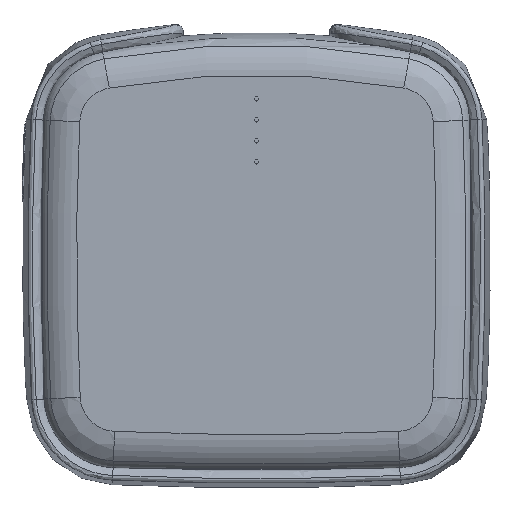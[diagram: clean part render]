
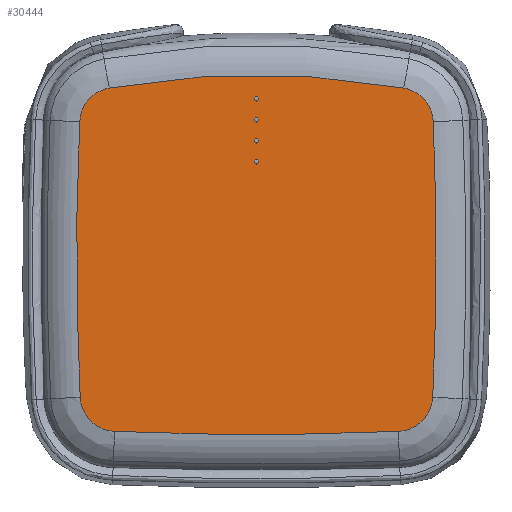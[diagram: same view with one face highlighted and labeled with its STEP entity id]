
A CAD part, front view. The second image highlights one B-rep face of the part: STEP entity #30444.
In plain terms, the highlighted planar face has unit normal (0, -1, 0).
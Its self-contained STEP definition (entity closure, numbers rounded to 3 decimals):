
#1322=PLANE('',#33252);
#5495=FACE_BOUND('',#8696,.T.);
#5496=FACE_BOUND('',#8697,.T.);
#5497=FACE_BOUND('',#8698,.T.);
#5498=FACE_BOUND('',#8699,.T.);
#7047=FACE_OUTER_BOUND('',#8695,.T.);
#8695=EDGE_LOOP('',(#26613,#26614,#26615,#26616,#26617,#26618,#26619,#26620));
#8696=EDGE_LOOP('',(#26621));
#8697=EDGE_LOOP('',(#26622));
#8698=EDGE_LOOP('',(#26623));
#8699=EDGE_LOOP('',(#26624));
#10147=CIRCLE('',#33233,6.);
#10149=CIRCLE('',#33236,137.379);
#10151=CIRCLE('',#33238,6.);
#10153=CIRCLE('',#33241,481.54);
#10155=CIRCLE('',#33243,6.);
#10157=CIRCLE('',#33246,569.267);
#10159=CIRCLE('',#33248,6.);
#10161=CIRCLE('',#33251,481.54);
#10162=CIRCLE('',#33253,0.4);
#10163=CIRCLE('',#33254,0.4);
#10164=CIRCLE('',#33255,0.4);
#10165=CIRCLE('',#33256,0.4);
#13824=VERTEX_POINT('',#76131);
#13825=VERTEX_POINT('',#76133);
#13826=VERTEX_POINT('',#76137);
#13827=VERTEX_POINT('',#76149);
#13828=VERTEX_POINT('',#76153);
#13829=VERTEX_POINT('',#76165);
#13830=VERTEX_POINT('',#76169);
#13831=VERTEX_POINT('',#76181);
#13832=VERTEX_POINT('',#76187);
#13833=VERTEX_POINT('',#76189);
#13834=VERTEX_POINT('',#76191);
#13835=VERTEX_POINT('',#76193);
#18125=EDGE_CURVE('',#13824,#13825,#10147,.T.);
#18127=EDGE_CURVE('',#13825,#13826,#10149,.T.);
#18129=EDGE_CURVE('',#13826,#13827,#10151,.T.);
#18131=EDGE_CURVE('',#13827,#13828,#10153,.T.);
#18133=EDGE_CURVE('',#13828,#13829,#10155,.T.);
#18135=EDGE_CURVE('',#13829,#13830,#10157,.T.);
#18137=EDGE_CURVE('',#13830,#13831,#10159,.T.);
#18139=EDGE_CURVE('',#13831,#13824,#10161,.T.);
#18140=EDGE_CURVE('',#13832,#13832,#10162,.T.);
#18141=EDGE_CURVE('',#13833,#13833,#10163,.T.);
#18142=EDGE_CURVE('',#13834,#13834,#10164,.T.);
#18143=EDGE_CURVE('',#13835,#13835,#10165,.T.);
#26613=ORIENTED_EDGE('',*,*,#18131,.F.);
#26614=ORIENTED_EDGE('',*,*,#18129,.F.);
#26615=ORIENTED_EDGE('',*,*,#18127,.F.);
#26616=ORIENTED_EDGE('',*,*,#18125,.F.);
#26617=ORIENTED_EDGE('',*,*,#18139,.F.);
#26618=ORIENTED_EDGE('',*,*,#18137,.F.);
#26619=ORIENTED_EDGE('',*,*,#18135,.F.);
#26620=ORIENTED_EDGE('',*,*,#18133,.F.);
#26621=ORIENTED_EDGE('',*,*,#18140,.F.);
#26622=ORIENTED_EDGE('',*,*,#18141,.F.);
#26623=ORIENTED_EDGE('',*,*,#18142,.F.);
#26624=ORIENTED_EDGE('',*,*,#18143,.F.);
#30444=ADVANCED_FACE('',(#7047,#5495,#5496,#5497,#5498),#1322,.F.);
#33233=AXIS2_PLACEMENT_3D('',#76134,#40537,#40538);
#33236=AXIS2_PLACEMENT_3D('',#76138,#40543,#40544);
#33238=AXIS2_PLACEMENT_3D('',#76150,#40547,#40548);
#33241=AXIS2_PLACEMENT_3D('',#76154,#40553,#40554);
#33243=AXIS2_PLACEMENT_3D('',#76166,#40557,#40558);
#33246=AXIS2_PLACEMENT_3D('',#76170,#40563,#40564);
#33248=AXIS2_PLACEMENT_3D('',#76182,#40567,#40568);
#33251=AXIS2_PLACEMENT_3D('',#76185,#40573,#40574);
#33252=AXIS2_PLACEMENT_3D('',#76186,#40575,#40576);
#33253=AXIS2_PLACEMENT_3D('',#76188,#40577,#40578);
#33254=AXIS2_PLACEMENT_3D('',#76190,#40579,#40580);
#33255=AXIS2_PLACEMENT_3D('',#76192,#40581,#40582);
#33256=AXIS2_PLACEMENT_3D('',#76194,#40583,#40584);
#40537=DIRECTION('center_axis',(0.,1.,0.));
#40538=DIRECTION('ref_axis',(-0.999,0.,0.046));
#40543=DIRECTION('center_axis',(0.,1.,0.));
#40544=DIRECTION('ref_axis',(-0.179,0.,0.984));
#40547=DIRECTION('center_axis',(0.,1.,0.));
#40548=DIRECTION('ref_axis',(0.179,0.,0.984));
#40553=DIRECTION('center_axis',(0.,1.,0.));
#40554=DIRECTION('ref_axis',(0.999,0.,0.046));
#40557=DIRECTION('center_axis',(0.,1.,0.));
#40558=DIRECTION('ref_axis',(0.999,0.,-0.049));
#40563=DIRECTION('center_axis',(0.,1.,0.));
#40564=DIRECTION('ref_axis',(0.042,0.,-0.999));
#40567=DIRECTION('center_axis',(0.,1.,0.));
#40568=DIRECTION('ref_axis',(-0.042,0.,-0.999));
#40573=DIRECTION('center_axis',(0.,1.,0.));
#40574=DIRECTION('ref_axis',(-0.999,0.,-0.049));
#40575=DIRECTION('center_axis',(0.,1.,0.));
#40576=DIRECTION('ref_axis',(1.,0.,0.));
#40577=DIRECTION('center_axis',(0.,-1.,0.));
#40578=DIRECTION('ref_axis',(0.,0.,-1.));
#40579=DIRECTION('center_axis',(0.,-1.,0.));
#40580=DIRECTION('ref_axis',(0.,0.,-1.));
#40581=DIRECTION('center_axis',(0.,-1.,0.));
#40582=DIRECTION('ref_axis',(0.,0.,-1.));
#40583=DIRECTION('center_axis',(0.,-1.,0.));
#40584=DIRECTION('ref_axis',(0.,0.,-1.));
#76131=CARTESIAN_POINT('',(-29.49,-12.,22.158));
#76133=CARTESIAN_POINT('',(-24.569,-12.,27.785));
#76134=CARTESIAN_POINT('Origin',(-23.496,-12.,21.882));
#76137=CARTESIAN_POINT('',(24.569,-12.,27.785));
#76138=CARTESIAN_POINT('Origin',(0.,-12.,-107.379));
#76149=CARTESIAN_POINT('',(29.49,-12.,22.158));
#76150=CARTESIAN_POINT('Origin',(23.496,-12.,21.882));
#76153=CARTESIAN_POINT('',(29.411,-12.,-23.81));
#76154=CARTESIAN_POINT('Origin',(-451.54,-12.,0.));
#76165=CARTESIAN_POINT('',(23.668,-12.,-29.508));
#76166=CARTESIAN_POINT('Origin',(23.418,-12.,-23.513));
#76169=CARTESIAN_POINT('',(-23.668,-12.,-29.508));
#76170=CARTESIAN_POINT('Origin',(0.,-12.,539.267));
#76181=CARTESIAN_POINT('',(-29.411,-12.,-23.81));
#76182=CARTESIAN_POINT('Origin',(-23.418,-12.,-23.513));
#76185=CARTESIAN_POINT('Origin',(451.54,-12.,0.));
#76186=CARTESIAN_POINT('Origin',(0.,-12.,0.));
#76187=CARTESIAN_POINT('',(0.,-12.,18.6));
#76188=CARTESIAN_POINT('Origin',(0.,-12.,19.));
#76189=CARTESIAN_POINT('',(0.,-12.,22.1));
#76190=CARTESIAN_POINT('Origin',(0.,-12.,22.5));
#76191=CARTESIAN_POINT('',(0.,-12.,15.1));
#76192=CARTESIAN_POINT('Origin',(0.,-12.,15.5));
#76193=CARTESIAN_POINT('',(0.,-12.,25.6));
#76194=CARTESIAN_POINT('Origin',(0.,-12.,26.));
